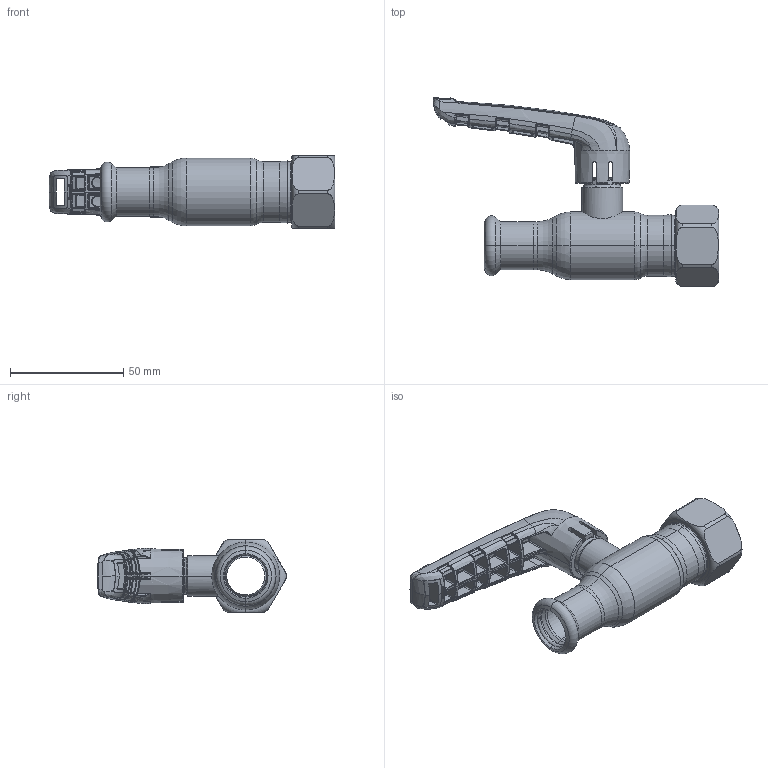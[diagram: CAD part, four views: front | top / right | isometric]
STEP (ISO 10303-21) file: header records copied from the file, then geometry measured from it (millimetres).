
FILE_DESCRIPTION (( 'STEP AP214' ), '1' );
FILE_NAME ('2015001010-xxxx.step', '2019-05-09T11:04:21', ( '' ), ( '' ), 'SwSTEP 2.0', 'SolidWorks 2017', '' );
FILE_SCHEMA (( 'AUTOMOTIVE_DESIGN' ));
Length unit declared in the file: millimetre
Products named in the file (1): 2015001010-xxxx
Bounding box: 126.28 x 83.58 x 32 mm (x, y, z)
Surface area: 24226.1 mm2 (no closed solid volume)
Topology: 0 solids, 9 shells, 859 faces, 2494 edges, 1554 vertices
Faces by surface type: bspline 699, plane 58, cylinder 44, cone 31, torus 27
Entity records: 61920 total; most frequent: CARTESIAN_POINT 36079, ORIENTED_EDGE 4361, EDGE_CURVE 2464, B_SPLINE_CURVE_WITH_KNOTS 1704, DIRECTION 1649, VERTEX_POINT 1554, EDGE_LOOP 883, UNCERTAINTY_MEASURE_WITH_UNIT 861
